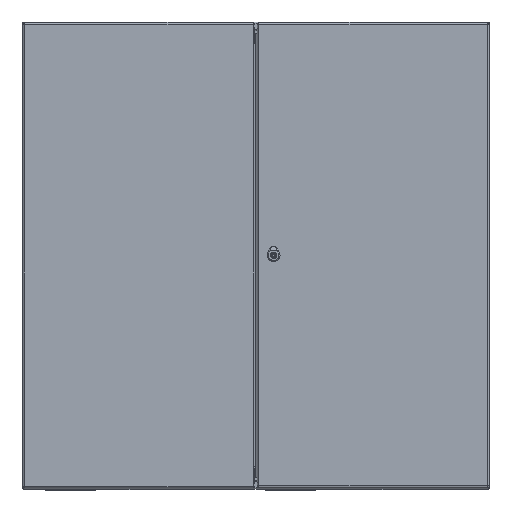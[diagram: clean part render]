
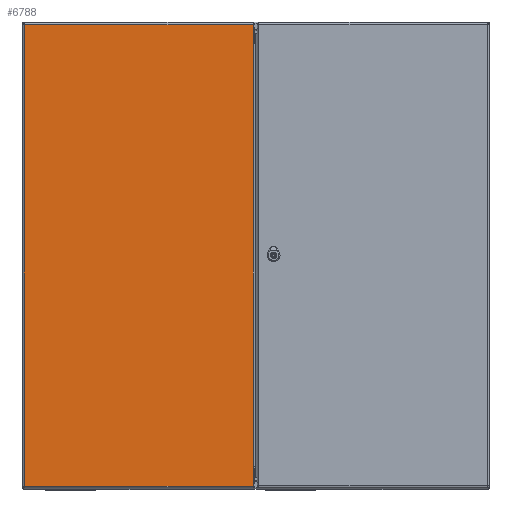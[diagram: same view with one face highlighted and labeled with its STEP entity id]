
A CAD part, top view. The second image highlights one B-rep face of the part: STEP entity #6788.
In plain terms, the highlighted face is planar.
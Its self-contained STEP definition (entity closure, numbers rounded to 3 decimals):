
#6788=ADVANCED_FACE('',(#8357),#7507,.F.);
#7507=PLANE('',#26786);
#8357=FACE_OUTER_BOUND('',#9853,.T.);
#9853=EDGE_LOOP('',(#15019,#15020,#15021,#15022));
#15019=ORIENTED_EDGE('',*,*,#21269,.T.);
#15020=ORIENTED_EDGE('',*,*,#21270,.T.);
#15021=ORIENTED_EDGE('',*,*,#21271,.T.);
#15022=ORIENTED_EDGE('',*,*,#21272,.T.);
#18412=VERTEX_POINT('',#44255);
#18413=VERTEX_POINT('',#44256);
#18414=VERTEX_POINT('',#44258);
#18415=VERTEX_POINT('',#44260);
#21269=EDGE_CURVE('',#18412,#18413,#23139,.T.);
#21270=EDGE_CURVE('',#18413,#18414,#23140,.T.);
#21271=EDGE_CURVE('',#18414,#18415,#23141,.T.);
#21272=EDGE_CURVE('',#18415,#18412,#23142,.T.);
#23139=LINE('',#44254,#24605);
#23140=LINE('',#44257,#24606);
#23141=LINE('',#44259,#24607);
#23142=LINE('',#44261,#24608);
#24605=VECTOR('',#32171,1.);
#24606=VECTOR('',#32172,1.);
#24607=VECTOR('',#32173,1.);
#24608=VECTOR('',#32174,1.);
#26786=AXIS2_PLACEMENT_3D('',#44262,#32175,#32176);
#32171=DIRECTION('',(-1.,0.,0.));
#32172=DIRECTION('',(0.,1.,0.));
#32173=DIRECTION('',(1.,0.,0.));
#32174=DIRECTION('',(0.,-1.,0.));
#32175=DIRECTION('',(0.,0.,1.));
#32176=DIRECTION('',(1.,0.,0.));
#44254=CARTESIAN_POINT('',(0.,-593.5,0.));
#44255=CARTESIAN_POINT('',(294.,-593.5,0.));
#44256=CARTESIAN_POINT('',(-294.,-593.5,0.));
#44257=CARTESIAN_POINT('',(-294.,0.,0.));
#44258=CARTESIAN_POINT('',(-294.,593.5,0.));
#44259=CARTESIAN_POINT('',(0.,593.5,0.));
#44260=CARTESIAN_POINT('',(294.,593.5,0.));
#44261=CARTESIAN_POINT('',(294.,0.,0.));
#44262=CARTESIAN_POINT('',(0.,0.,0.));
